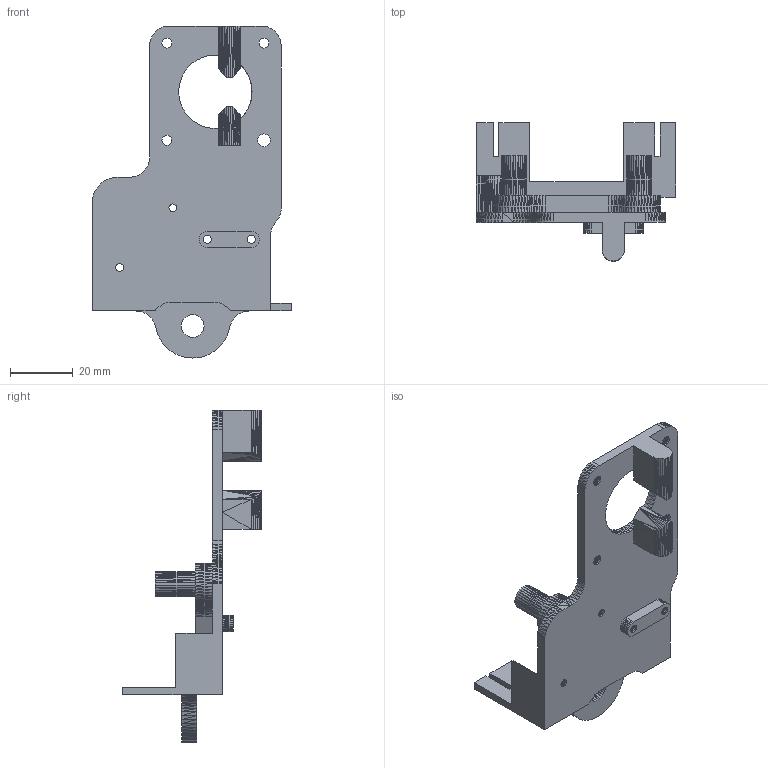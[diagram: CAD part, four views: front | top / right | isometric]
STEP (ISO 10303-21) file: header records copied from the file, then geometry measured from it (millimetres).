
FILE_DESCRIPTION(/* description */ (''),/* implementation_level */ '2;1');
FILE_NAME(/* name */ 'Micro Swiss Direct Drive.step',/* time_stamp */ '2020-02-18T20:34:16-05:00',/* author */ (''),/* organization */ (''),/* preprocessor_version */ 'ST-DEVELOPER v18',/* originating_system */ 'Autodesk Translation Framework v8.12.0.6',/* authorisation */ '');
FILE_SCHEMA (('AUTOMOTIVE_DESIGN { 1 0 10303 214 3 1 1 }'));
Length unit declared in the file: millimetre
Products named in the file (1): Micro Swiss Direct Drive
Bounding box: 63.5 x 44.28 x 105.93 mm (x, y, z)
Volume: 24141.8 mm3; surface area: 16232.6 mm2
Topology: 1 solids, 1 shells, 1500 faces, 2962 edges, 1467 vertices
Faces by surface type: plane 1500
Entity records: 35755 total; most frequent: DIRECTION 5964, CARTESIAN_POINT 5930, ORIENTED_EDGE 5924, LINE 2962, VECTOR 2962, EDGE_CURVE 2962, EDGE_LOOP 1523, AXIS2_PLACEMENT_3D 1501
